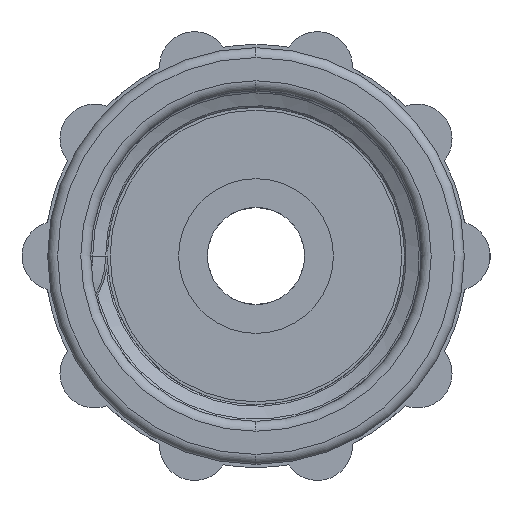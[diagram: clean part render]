
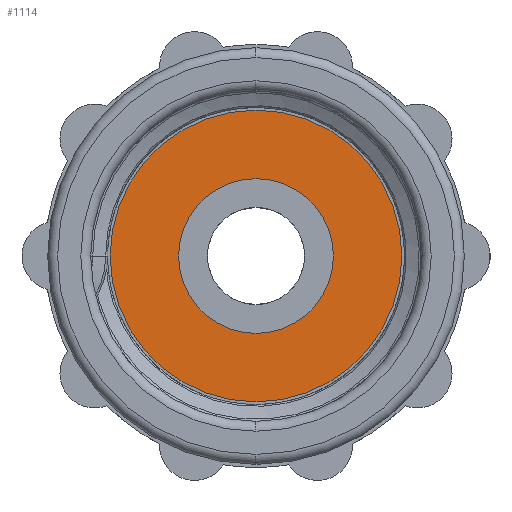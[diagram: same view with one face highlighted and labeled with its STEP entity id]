
A CAD part, left-side view. The second image highlights one B-rep face of the part: STEP entity #1114.
In plain terms, the highlighted planar face has unit normal (-1, 0, 0).
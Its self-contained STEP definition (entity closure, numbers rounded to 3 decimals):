
#209 = CARTESIAN_POINT ( 'NONE',  ( -1., 0., 0. ) ) ;
#210 = DIRECTION ( 'NONE',  ( -1., 0., 0. ) ) ;
#211 = DIRECTION ( 'NONE',  ( 0., 0., 1. ) ) ;
#236 = CARTESIAN_POINT ( 'NONE',  ( -1., 0., 0. ) ) ;
#237 = DIRECTION ( 'NONE',  ( -1., 0., 0. ) ) ;
#238 = DIRECTION ( 'NONE',  ( 0., 0., 1. ) ) ;
#924 = VERTEX_POINT ( 'NONE', #6715 ) ;
#925 = VERTEX_POINT ( 'NONE', #6716 ) ;
#929 = VERTEX_POINT ( 'NONE', #6720 ) ;
#930 = VERTEX_POINT ( 'NONE', #6721 ) ;
#979 = EDGE_LOOP ( 'NONE', ( #1771, #1772 ) ) ;
#985 = EDGE_LOOP ( 'NONE', ( #1769, #1770 ) ) ;
#1114 = ADVANCED_FACE ( 'NONE', ( #4510, #4511 ), #4512, .F. ) ;
#1769 = ORIENTED_EDGE ( 'NONE', *, *, #2034, .F. ) ;
#1770 = ORIENTED_EDGE ( 'NONE', *, *, #2044, .F. ) ;
#1771 = ORIENTED_EDGE ( 'NONE', *, *, #2048, .T. ) ;
#1772 = ORIENTED_EDGE ( 'NONE', *, *, #2037, .T. ) ;
#2034 = EDGE_CURVE ( 'NONE', #924, #925, #2955, .T. ) ;
#2037 = EDGE_CURVE ( 'NONE', #929, #930, #2952, .T. ) ;
#2044 = EDGE_CURVE ( 'NONE', #925, #924, #2969, .T. ) ;
#2048 = EDGE_CURVE ( 'NONE', #930, #929, #2975, .T. ) ;
#2679 = AXIS2_PLACEMENT_3D ( 'NONE', #4506, #4514, #4515 ) ;
#2952 = CIRCLE ( 'NONE', #2960, 7.35 ) ;
#2955 = CIRCLE ( 'NONE', #2957, 3.9 ) ;
#2957 = AXIS2_PLACEMENT_3D ( 'NONE', #209, #210, #211 ) ;
#2960 = AXIS2_PLACEMENT_3D ( 'NONE', #236, #237, #238 ) ;
#2969 = CIRCLE ( 'NONE', #2971, 3.9 ) ;
#2971 = AXIS2_PLACEMENT_3D ( 'NONE', #5432, #5433, #5434 ) ;
#2975 = CIRCLE ( 'NONE', #2977, 7.35 ) ;
#2977 = AXIS2_PLACEMENT_3D ( 'NONE', #5442, #5443, #5444 ) ;
#4506 = CARTESIAN_POINT ( 'NONE',  ( -1., 0., -7.35 ) ) ;
#4510 = FACE_BOUND ( 'NONE', #985, .T. ) ;
#4511 = FACE_OUTER_BOUND ( 'NONE', #979, .T. ) ;
#4512 = PLANE ( 'NONE',  #2679 ) ;
#4514 = DIRECTION ( 'NONE',  ( 1., 0., 0. ) ) ;
#4515 = DIRECTION ( 'NONE',  ( 0., 0., -1. ) ) ;
#5432 = CARTESIAN_POINT ( 'NONE',  ( -1., 0., 0. ) ) ;
#5433 = DIRECTION ( 'NONE',  ( -1., 0., 0. ) ) ;
#5434 = DIRECTION ( 'NONE',  ( 0., 0., 1. ) ) ;
#5442 = CARTESIAN_POINT ( 'NONE',  ( -1., 0., 0. ) ) ;
#5443 = DIRECTION ( 'NONE',  ( -1., 0., 0. ) ) ;
#5444 = DIRECTION ( 'NONE',  ( 0., 0., 1. ) ) ;
#6715 = CARTESIAN_POINT ( 'NONE',  ( -1., 0., 3.9 ) ) ;
#6716 = CARTESIAN_POINT ( 'NONE',  ( -1., 0., -3.9 ) ) ;
#6720 = CARTESIAN_POINT ( 'NONE',  ( -1., 0., -7.35 ) ) ;
#6721 = CARTESIAN_POINT ( 'NONE',  ( -1., 0., 7.35 ) ) ;
